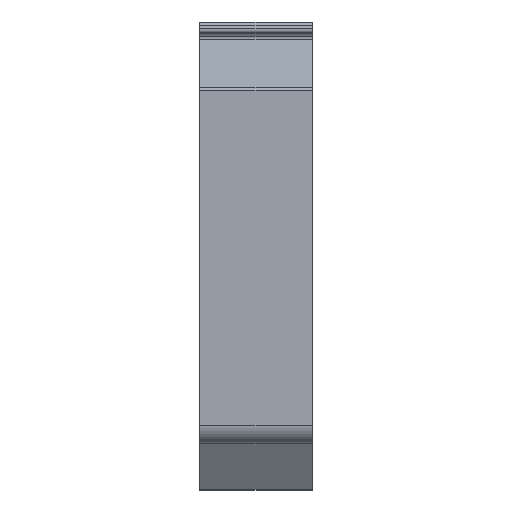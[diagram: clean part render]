
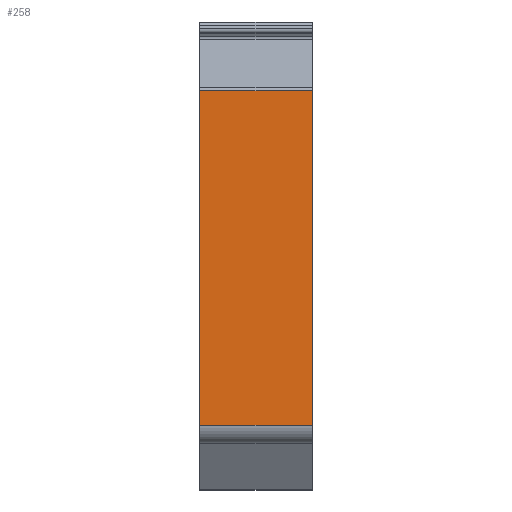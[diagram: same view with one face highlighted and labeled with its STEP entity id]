
A CAD part, left-side view. The second image highlights one B-rep face of the part: STEP entity #258.
In plain terms, the highlighted planar face has unit normal (-1, 0, 0).
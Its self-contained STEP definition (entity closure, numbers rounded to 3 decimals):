
#258 = ADVANCED_FACE( '', ( #624 ), #625, .T. );
#624 = FACE_OUTER_BOUND( '', #1095, .T. );
#625 = PLANE( '', #1096 );
#1095 = EDGE_LOOP( '', ( #1869, #1870, #1871, #1872 ) );
#1096 = AXIS2_PLACEMENT_3D( '', #1873, #1874, #1875 );
#1869 = ORIENTED_EDGE( '', *, *, #2891, .T. );
#1870 = ORIENTED_EDGE( '', *, *, #3142, .T. );
#1871 = ORIENTED_EDGE( '', *, *, #3143, .T. );
#1872 = ORIENTED_EDGE( '', *, *, #3046, .T. );
#1873 = CARTESIAN_POINT( '', ( -38.85, 0., 61.356 ) );
#1874 = DIRECTION( '', ( -1., 0., 0. ) );
#1875 = DIRECTION( '', ( 0., 0., 1. ) );
#2891 = EDGE_CURVE( '', #3475, #3473, #3476, .T. );
#3046 = EDGE_CURVE( '', #3755, #3475, #3756, .T. );
#3142 = EDGE_CURVE( '', #3473, #3901, #3902, .T. );
#3143 = EDGE_CURVE( '', #3901, #3755, #3903, .T. );
#3473 = VERTEX_POINT( '', #4326 );
#3475 = VERTEX_POINT( '', #4328 );
#3476 = LINE( '', #4329, #4330 );
#3755 = VERTEX_POINT( '', #4710 );
#3756 = LINE( '', #4711, #4712 );
#3901 = VERTEX_POINT( '', #4919 );
#3902 = LINE( '', #4920, #4921 );
#3903 = LINE( '', #4922, #4923 );
#4326 = CARTESIAN_POINT( '', ( -38.85, -12.2, 61.356 ) );
#4328 = CARTESIAN_POINT( '', ( -38.85, 0., 61.356 ) );
#4329 = CARTESIAN_POINT( '', ( -38.85, 0., 61.356 ) );
#4330 = VECTOR( '', #5458, 1000. );
#4710 = CARTESIAN_POINT( '', ( -38.85, 0., 97.493 ) );
#4711 = CARTESIAN_POINT( '', ( -38.85, 0., 97.493 ) );
#4712 = VECTOR( '', #5668, 1000. );
#4919 = CARTESIAN_POINT( '', ( -38.85, -12.2, 97.493 ) );
#4920 = CARTESIAN_POINT( '', ( -38.85, -12.2, 61.356 ) );
#4921 = VECTOR( '', #5770, 1000. );
#4922 = CARTESIAN_POINT( '', ( -38.85, -12.2, 97.493 ) );
#4923 = VECTOR( '', #5771, 1000. );
#5458 = DIRECTION( '', ( 0., -1., 0. ) );
#5668 = DIRECTION( '', ( 0., 0., -1. ) );
#5770 = DIRECTION( '', ( 0., 0., 1. ) );
#5771 = DIRECTION( '', ( 0., 1., 0. ) );
